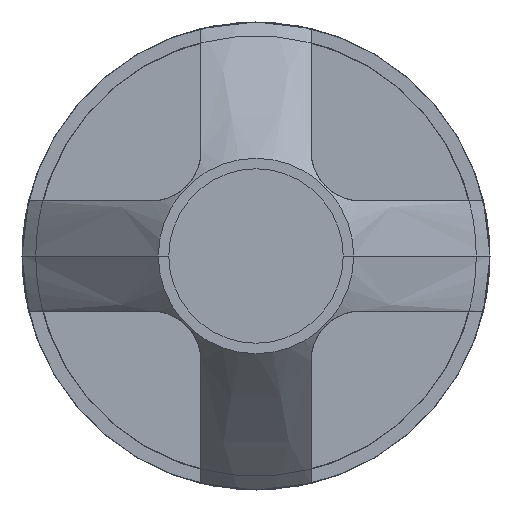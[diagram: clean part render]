
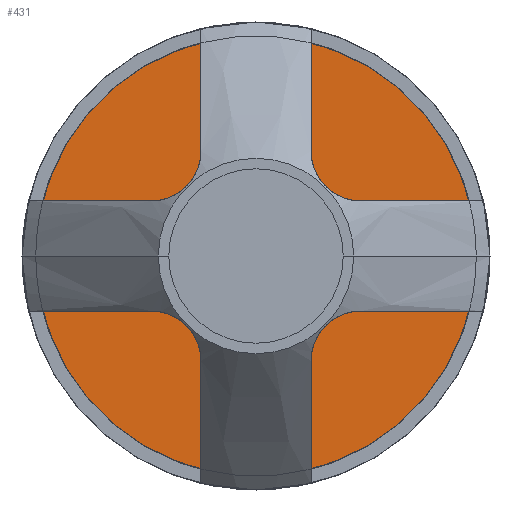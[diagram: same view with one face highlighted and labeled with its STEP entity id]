
A CAD part, front view. The second image highlights one B-rep face of the part: STEP entity #431.
In plain terms, the highlighted planar face has unit normal (0, -1, 0).
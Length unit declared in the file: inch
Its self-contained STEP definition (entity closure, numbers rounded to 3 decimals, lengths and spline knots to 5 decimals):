
#217 = DIRECTION ( 'NONE',  ( 0., -1., 0. ) ) ;
#297 = VERTEX_POINT ( 'NONE', #1517 ) ;
#431 = ADVANCED_FACE ( 'NONE', ( #2394 ), #619, .T. ) ;
#560 = EDGE_CURVE ( 'NONE', #297, #1235, #1182, .T. ) ;
#577 = CARTESIAN_POINT ( 'NONE',  ( -0.39417, -9.13386, 0. ) ) ;
#615 = CIRCLE ( 'NONE', #2182, 0.7874 ) ;
#619 = PLANE ( 'NONE',  #1693 ) ;
#861 = CARTESIAN_POINT ( 'NONE',  ( 0., -9.13386, 0. ) ) ;
#865 = CARTESIAN_POINT ( 'NONE',  ( 0.7874, -9.13386, 0. ) ) ;
#984 = DIRECTION ( 'NONE',  ( -1., 0., 0. ) ) ;
#1073 = DIRECTION ( 'NONE',  ( 0., -1., 0. ) ) ;
#1182 = CIRCLE ( 'NONE', #1480, 0.7874 ) ;
#1235 = VERTEX_POINT ( 'NONE', #865 ) ;
#1283 = ORIENTED_EDGE ( 'NONE', *, *, #560, .T. ) ;
#1441 = ORIENTED_EDGE ( 'NONE', *, *, #1810, .T. ) ;
#1480 = AXIS2_PLACEMENT_3D ( 'NONE', #861, #2476, #1670 ) ;
#1517 = CARTESIAN_POINT ( 'NONE',  ( -0.7874, -9.13386, 0. ) ) ;
#1532 = CARTESIAN_POINT ( 'NONE',  ( 0., -9.13386, 0. ) ) ;
#1670 = DIRECTION ( 'NONE',  ( 1., 0., 0. ) ) ;
#1671 = DIRECTION ( 'NONE',  ( 1., 0., 0. ) ) ;
#1693 = AXIS2_PLACEMENT_3D ( 'NONE', #577, #217, #984 ) ;
#1810 = EDGE_CURVE ( 'NONE', #1235, #297, #615, .T. ) ;
#2182 = AXIS2_PLACEMENT_3D ( 'NONE', #1532, #1073, #1671 ) ;
#2394 = FACE_OUTER_BOUND ( 'NONE', #2511, .T. ) ;
#2476 = DIRECTION ( 'NONE',  ( 0., -1., 0. ) ) ;
#2511 = EDGE_LOOP ( 'NONE', ( #1441, #1283 ) ) ;
